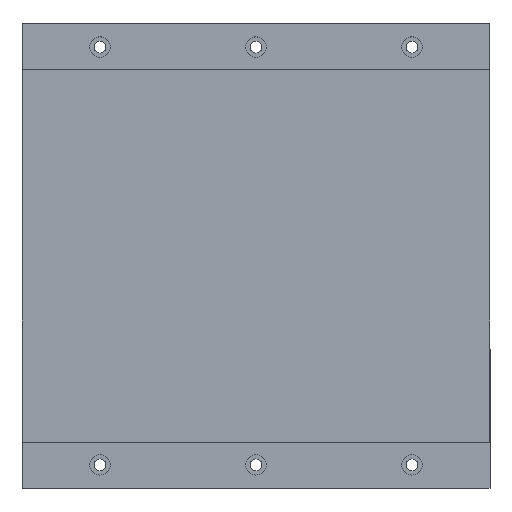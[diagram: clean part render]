
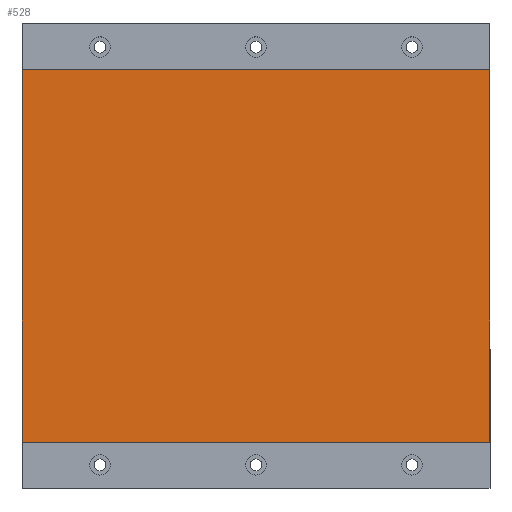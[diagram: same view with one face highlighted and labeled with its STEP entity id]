
A CAD part, top view. The second image highlights one B-rep face of the part: STEP entity #528.
In plain terms, the highlighted planar face has unit normal (0, 0, 1).
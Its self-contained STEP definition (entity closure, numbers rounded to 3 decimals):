
#25 = DIRECTION ( 'NONE',  ( 1., 0., 0. ) ) ;
#48 = CARTESIAN_POINT ( 'NONE',  ( -126., -100.2, 13.7 ) ) ;
#91 = CARTESIAN_POINT ( 'NONE',  ( -126., -100.2, 13.7 ) ) ;
#118 = VERTEX_POINT ( 'NONE', #91 ) ;
#119 = FACE_OUTER_BOUND ( 'NONE', #769, .T. ) ;
#131 = CARTESIAN_POINT ( 'NONE',  ( 0., 0., 13.7 ) ) ;
#171 = ORIENTED_EDGE ( 'NONE', *, *, #1051, .T. ) ;
#175 = EDGE_CURVE ( 'NONE', #887, #1257, #1196, .T. ) ;
#200 = CARTESIAN_POINT ( 'NONE',  ( -126., 100.2, 13.7 ) ) ;
#233 = CARTESIAN_POINT ( 'NONE',  ( 126., 100.2, 13.7 ) ) ;
#268 = EDGE_CURVE ( 'NONE', #815, #887, #1013, .T. ) ;
#290 = LINE ( 'NONE', #916, #294 ) ;
#294 = VECTOR ( 'NONE', #374, 1000. ) ;
#297 = CARTESIAN_POINT ( 'NONE',  ( -126., 100.2, 13.7 ) ) ;
#307 = DIRECTION ( 'NONE',  ( -1., 0., 0. ) ) ;
#325 = DIRECTION ( 'NONE',  ( 0., 0., 1. ) ) ;
#374 = DIRECTION ( 'NONE',  ( 0., -1., 0. ) ) ;
#452 = DIRECTION ( 'NONE',  ( 1., 0., 0. ) ) ;
#479 = AXIS2_PLACEMENT_3D ( 'NONE', #131, #325, #25 ) ;
#528 = ADVANCED_FACE ( 'NONE', ( #119 ), #741, .T. ) ;
#661 = ORIENTED_EDGE ( 'NONE', *, *, #175, .T. ) ;
#721 = CARTESIAN_POINT ( 'NONE',  ( 126., 100.2, 13.7 ) ) ;
#741 = PLANE ( 'NONE',  #479 ) ;
#769 = EDGE_LOOP ( 'NONE', ( #1065, #661, #1226, #171 ) ) ;
#815 = VERTEX_POINT ( 'NONE', #1288 ) ;
#887 = VERTEX_POINT ( 'NONE', #233 ) ;
#916 = CARTESIAN_POINT ( 'NONE',  ( -126., 100.2, 13.7 ) ) ;
#954 = VECTOR ( 'NONE', #1204, 1000. ) ;
#1013 = LINE ( 'NONE', #721, #954 ) ;
#1051 = EDGE_CURVE ( 'NONE', #118, #815, #1258, .T. ) ;
#1065 = ORIENTED_EDGE ( 'NONE', *, *, #268, .T. ) ;
#1142 = VECTOR ( 'NONE', #307, 1000. ) ;
#1175 = EDGE_CURVE ( 'NONE', #1257, #118, #290, .T. ) ;
#1196 = LINE ( 'NONE', #200, #1142 ) ;
#1204 = DIRECTION ( 'NONE',  ( 0., 1., 0. ) ) ;
#1226 = ORIENTED_EDGE ( 'NONE', *, *, #1175, .T. ) ;
#1246 = VECTOR ( 'NONE', #452, 1000. ) ;
#1257 = VERTEX_POINT ( 'NONE', #297 ) ;
#1258 = LINE ( 'NONE', #48, #1246 ) ;
#1288 = CARTESIAN_POINT ( 'NONE',  ( 126., -100.2, 13.7 ) ) ;
